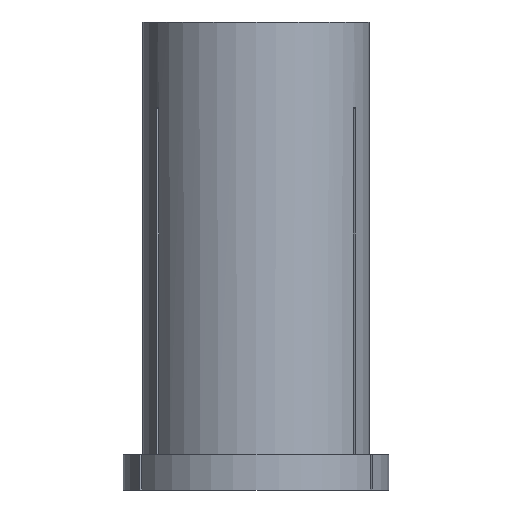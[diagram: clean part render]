
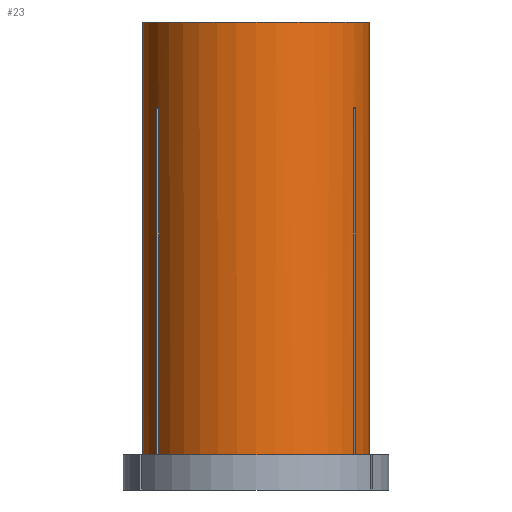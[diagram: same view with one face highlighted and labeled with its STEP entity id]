
A CAD part, front view. The second image highlights one B-rep face of the part: STEP entity #23.
In plain terms, the highlighted cylindrical face has radius 16 mm (diameter 32 mm), a partial arc.
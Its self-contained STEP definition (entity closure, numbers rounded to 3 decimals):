
#13 = CARTESIAN_POINT ( 'NONE',  ( -14.004, -7.739, -61. ) ) ;
#23 = ADVANCED_FACE ( 'NONE', ( #575 ), #928, .T. ) ;
#54 = CARTESIAN_POINT ( 'NONE',  ( 16., 0., 0. ) ) ;
#62 = DIRECTION ( 'NONE',  ( 0., 0., 1. ) ) ;
#117 = VECTOR ( 'NONE', #682, 1000. ) ;
#123 = LINE ( 'NONE', #724, #117 ) ;
#125 = ORIENTED_EDGE ( 'NONE', *, *, #1203, .T. ) ;
#135 = LINE ( 'NONE', #800, #695 ) ;
#137 = CARTESIAN_POINT ( 'NONE',  ( 13.955, -7.827, -12.084 ) ) ;
#138 = CARTESIAN_POINT ( 'NONE',  ( 0., 0., -61. ) ) ;
#139 = LINE ( 'NONE', #1198, #391 ) ;
#141 = DIRECTION ( 'NONE',  ( 1., 0., 0. ) ) ;
#206 = ORIENTED_EDGE ( 'NONE', *, *, #1534, .F. ) ;
#218 = VERTEX_POINT ( 'NONE', #292 ) ;
#221 = CARTESIAN_POINT ( 'NONE',  ( -13.806, -8.087, -12.083 ) ) ;
#262 = VERTEX_POINT ( 'NONE', #13 ) ;
#274 = CARTESIAN_POINT ( 'NONE',  ( -13.704, -8.258, -61. ) ) ;
#292 = CARTESIAN_POINT ( 'NONE',  ( 13.704, -8.258, -12.085 ) ) ;
#293 = EDGE_CURVE ( 'NONE', #1362, #364, #987, .T. ) ;
#306 = CARTESIAN_POINT ( 'NONE',  ( 14.004, -7.739, -12.085 ) ) ;
#324 = CARTESIAN_POINT ( 'NONE',  ( -13.704, -8.258, -12.085 ) ) ;
#329 = DIRECTION ( 'NONE',  ( 0., 0., 1. ) ) ;
#340 = CARTESIAN_POINT ( 'NONE',  ( 13.704, -8.258, -12.085 ) ) ;
#347 = EDGE_CURVE ( 'NONE', #1324, #1134, #135, .T. ) ;
#349 = EDGE_CURVE ( 'NONE', #364, #218, #123, .T. ) ;
#354 = ORIENTED_EDGE ( 'NONE', *, *, #753, .T. ) ;
#364 = VERTEX_POINT ( 'NONE', #1148 ) ;
#375 = CARTESIAN_POINT ( 'NONE',  ( -14.004, -7.739, -12.085 ) ) ;
#381 = EDGE_LOOP ( 'NONE', ( #1521, #1374, #801, #1007, #618, #901, #600, #354, #206, #125, #404, #1457 ) ) ;
#386 = VERTEX_POINT ( 'NONE', #1492 ) ;
#391 = VECTOR ( 'NONE', #329, 1000. ) ;
#399 = EDGE_CURVE ( 'NONE', #1362, #844, #139, .T. ) ;
#404 = ORIENTED_EDGE ( 'NONE', *, *, #1155, .T. ) ;
#409 = CARTESIAN_POINT ( 'NONE',  ( -16., 0., -61. ) ) ;
#442 = B_SPLINE_CURVE_WITH_KNOTS ( 'NONE', 3,
 ( #340, #1426, #786, #137, #1433 ),
 .UNSPECIFIED., .F., .F.,
 ( 4, 1, 4 ),
 ( 0.09, 0.09, 0.09 ),
 .UNSPECIFIED. ) ;
#483 = CIRCLE ( 'NONE', #1021, 16. ) ;
#512 = EDGE_CURVE ( 'NONE', #1070, #844, #1360, .T. ) ;
#518 = AXIS2_PLACEMENT_3D ( 'NONE', #950, #1184, #1328 ) ;
#545 = AXIS2_PLACEMENT_3D ( 'NONE', #1126, #781, #1178 ) ;
#575 = FACE_OUTER_BOUND ( 'NONE', #381, .T. ) ;
#590 = DIRECTION ( 'NONE',  ( 0., 0., 1. ) ) ;
#600 = ORIENTED_EDGE ( 'NONE', *, *, #349, .T. ) ;
#614 = CARTESIAN_POINT ( 'NONE',  ( -13.704, -8.258, -12.085 ) ) ;
#617 = CARTESIAN_POINT ( 'NONE',  ( -13.755, -8.173, -12.084 ) ) ;
#618 = ORIENTED_EDGE ( 'NONE', *, *, #399, .F. ) ;
#638 = DIRECTION ( 'NONE',  ( 0., 0., 1. ) ) ;
#682 = DIRECTION ( 'NONE',  ( 0., 0., 1. ) ) ;
#691 = DIRECTION ( 'NONE',  ( 1., 0., 0. ) ) ;
#695 = VECTOR ( 'NONE', #1152, 1000. ) ;
#698 = CARTESIAN_POINT ( 'NONE',  ( -13.906, -7.914, -12.083 ) ) ;
#702 = CARTESIAN_POINT ( 'NONE',  ( -16., 0., 0. ) ) ;
#713 = CIRCLE ( 'NONE', #1398, 16. ) ;
#719 = CARTESIAN_POINT ( 'NONE',  ( -14.004, -7.739, 0. ) ) ;
#724 = CARTESIAN_POINT ( 'NONE',  ( 13.704, -8.258, 0. ) ) ;
#753 = EDGE_CURVE ( 'NONE', #218, #1010, #442, .T. ) ;
#754 = EDGE_CURVE ( 'NONE', #1134, #1091, #483, .T. ) ;
#781 = DIRECTION ( 'NONE',  ( 0., 0., 1. ) ) ;
#786 = CARTESIAN_POINT ( 'NONE',  ( 13.857, -8.001, -12.083 ) ) ;
#792 = CARTESIAN_POINT ( 'NONE',  ( 14.004, -7.739, 0. ) ) ;
#800 = CARTESIAN_POINT ( 'NONE',  ( -16., 0., 0. ) ) ;
#801 = ORIENTED_EDGE ( 'NONE', *, *, #834, .T. ) ;
#817 = LINE ( 'NONE', #792, #1471 ) ;
#821 = CARTESIAN_POINT ( 'NONE',  ( -14.004, -7.739, -12.085 ) ) ;
#834 = EDGE_CURVE ( 'NONE', #262, #1070, #1416, .T. ) ;
#844 = VERTEX_POINT ( 'NONE', #324 ) ;
#861 = AXIS2_PLACEMENT_3D ( 'NONE', #1387, #590, #691 ) ;
#901 = ORIENTED_EDGE ( 'NONE', *, *, #293, .T. ) ;
#928 = CYLINDRICAL_SURFACE ( 'NONE', #861, 16. ) ;
#934 = CARTESIAN_POINT ( 'NONE',  ( 0., 0., 0. ) ) ;
#950 = CARTESIAN_POINT ( 'NONE',  ( 0., 0., -61. ) ) ;
#987 = CIRCLE ( 'NONE', #518, 16. ) ;
#1007 = ORIENTED_EDGE ( 'NONE', *, *, #512, .T. ) ;
#1010 = VERTEX_POINT ( 'NONE', #306 ) ;
#1021 = AXIS2_PLACEMENT_3D ( 'NONE', #934, #1037, #1448 ) ;
#1035 = CARTESIAN_POINT ( 'NONE',  ( -13.956, -7.826, -12.084 ) ) ;
#1037 = DIRECTION ( 'NONE',  ( 0., 0., 1. ) ) ;
#1057 = DIRECTION ( 'NONE',  ( 0., 0., 1. ) ) ;
#1070 = VERTEX_POINT ( 'NONE', #821 ) ;
#1079 = DIRECTION ( 'NONE',  ( 0., 0., 1. ) ) ;
#1091 = VERTEX_POINT ( 'NONE', #1238 ) ;
#1113 = VERTEX_POINT ( 'NONE', #1350 ) ;
#1126 = CARTESIAN_POINT ( 'NONE',  ( 0., 0., -61. ) ) ;
#1134 = VERTEX_POINT ( 'NONE', #702 ) ;
#1148 = CARTESIAN_POINT ( 'NONE',  ( 13.704, -8.258, -61. ) ) ;
#1152 = DIRECTION ( 'NONE',  ( 0., 0., 1. ) ) ;
#1155 = EDGE_CURVE ( 'NONE', #386, #1091, #1267, .T. ) ;
#1178 = DIRECTION ( 'NONE',  ( 1., 0., 0. ) ) ;
#1184 = DIRECTION ( 'NONE',  ( 0., 0., 1. ) ) ;
#1198 = CARTESIAN_POINT ( 'NONE',  ( -13.704, -8.258, 0. ) ) ;
#1203 = EDGE_CURVE ( 'NONE', #1113, #386, #1430, .T. ) ;
#1238 = CARTESIAN_POINT ( 'NONE',  ( 16., 0., 0. ) ) ;
#1267 = LINE ( 'NONE', #54, #1299 ) ;
#1299 = VECTOR ( 'NONE', #1057, 1000. ) ;
#1324 = VERTEX_POINT ( 'NONE', #409 ) ;
#1328 = DIRECTION ( 'NONE',  ( 1., 0., 0. ) ) ;
#1335 = VECTOR ( 'NONE', #1079, 1000. ) ;
#1350 = CARTESIAN_POINT ( 'NONE',  ( 14.004, -7.739, -61. ) ) ;
#1360 = B_SPLINE_CURVE_WITH_KNOTS ( 'NONE', 3,
 ( #375, #1035, #698, #221, #617, #614 ),
 .UNSPECIFIED., .F., .F.,
 ( 4, 2, 4 ),
 ( 0.081, 0.082, 0.082 ),
 .UNSPECIFIED. ) ;
#1362 = VERTEX_POINT ( 'NONE', #274 ) ;
#1374 = ORIENTED_EDGE ( 'NONE', *, *, #1386, .T. ) ;
#1386 = EDGE_CURVE ( 'NONE', #1324, #262, #713, .T. ) ;
#1387 = CARTESIAN_POINT ( 'NONE',  ( 0., 0., 0. ) ) ;
#1398 = AXIS2_PLACEMENT_3D ( 'NONE', #138, #638, #141 ) ;
#1416 = LINE ( 'NONE', #719, #1335 ) ;
#1426 = CARTESIAN_POINT ( 'NONE',  ( 13.755, -8.173, -12.084 ) ) ;
#1430 = CIRCLE ( 'NONE', #545, 16. ) ;
#1433 = CARTESIAN_POINT ( 'NONE',  ( 14.004, -7.739, -12.085 ) ) ;
#1448 = DIRECTION ( 'NONE',  ( 1., 0., 0. ) ) ;
#1457 = ORIENTED_EDGE ( 'NONE', *, *, #754, .F. ) ;
#1471 = VECTOR ( 'NONE', #62, 1000. ) ;
#1492 = CARTESIAN_POINT ( 'NONE',  ( 16., 0., -61. ) ) ;
#1521 = ORIENTED_EDGE ( 'NONE', *, *, #347, .F. ) ;
#1534 = EDGE_CURVE ( 'NONE', #1113, #1010, #817, .T. ) ;
